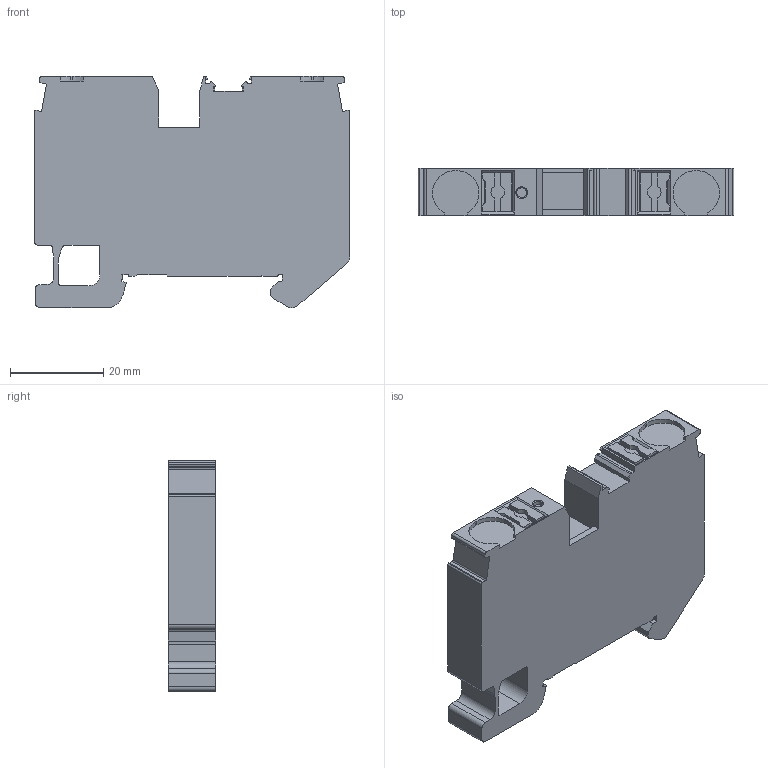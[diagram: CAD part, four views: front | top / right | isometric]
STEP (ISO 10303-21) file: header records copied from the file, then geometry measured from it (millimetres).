
FILE_DESCRIPTION( ( 'STEP AP214' ), '1' );
FILE_NAME( 'DPT10-PE-20221229.stp', '2022-12-29T01:36:57', ( ' ' ), ( ' ' ), 'XStep 1.0', ' ', ' ' );
FILE_SCHEMA( ( 'CONFIG_CONTROL_DESIGN) ( )' ) );
Length unit declared in the file: metre
Products named in the file (1): 11
Bounding box: 67.8 x 10.15 x 49.6 mm (x, y, z)
Volume: 28297.4 mm3; surface area: 9033.1 mm2
Topology: 1 solids, 1 shells, 210 faces, 597 edges, 396 vertices
Faces by surface type: plane 152, cylinder 57, cone 1
Full cylindrical faces by diameter (mm): 2.1 x1
Entity records: 8470 total; most frequent: CARTESIAN_POINT 1203, ORIENTED_EDGE 1188, DIRECTION 1130, EDGE_CURVE 594, LINE 478, VECTOR 478, VERTEX_POINT 395, AXIS2_PLACEMENT_3D 326
